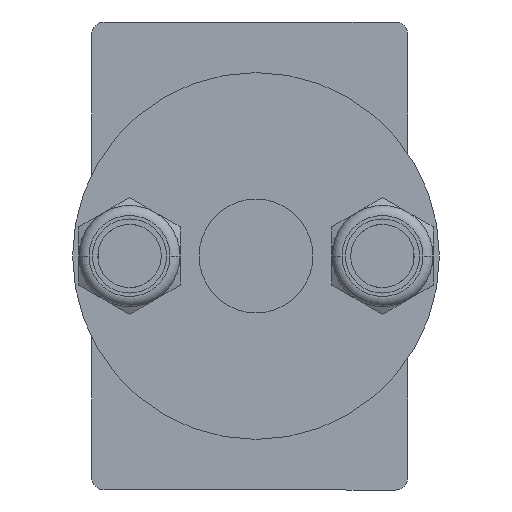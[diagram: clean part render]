
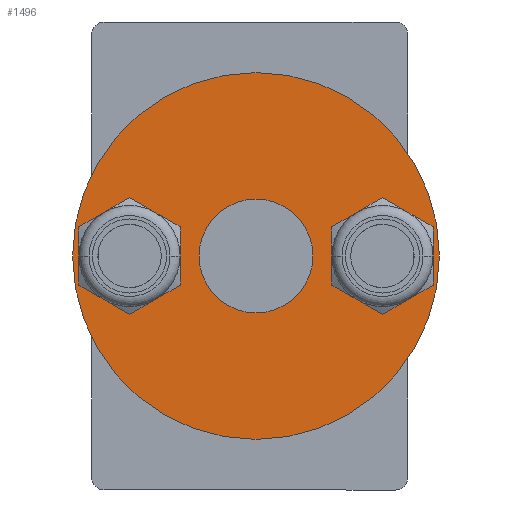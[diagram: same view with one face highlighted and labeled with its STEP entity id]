
A CAD part, front view. The second image highlights one B-rep face of the part: STEP entity #1496.
In plain terms, the highlighted planar face has unit normal (0, -1, 0).
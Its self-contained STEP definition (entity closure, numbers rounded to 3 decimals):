
#30 = DIRECTION ( 'NONE',  ( 0., 0., 1. ) ) ;
#72 = CIRCLE ( 'NONE', #2467, 4.5 ) ;
#147 = CARTESIAN_POINT ( 'NONE',  ( 0., 0., 4.5 ) ) ;
#333 = AXIS2_PLACEMENT_3D ( 'NONE', #3356, #4129, #1862 ) ;
#337 = PLANE ( 'NONE',  #333 ) ;
#351 = VERTEX_POINT ( 'NONE', #3327 ) ;
#497 = CARTESIAN_POINT ( 'NONE',  ( 10., 0., 0. ) ) ;
#518 = CARTESIAN_POINT ( 'NONE',  ( 0., 0., 0. ) ) ;
#530 = VERTEX_POINT ( 'NONE', #3105 ) ;
#535 = ORIENTED_EDGE ( 'NONE', *, *, #4410, .F. ) ;
#559 = CIRCLE ( 'NONE', #3389, 14.5 ) ;
#627 = EDGE_CURVE ( 'NONE', #706, #2041, #1136, .T. ) ;
#686 = VERTEX_POINT ( 'NONE', #3924 ) ;
#706 = VERTEX_POINT ( 'NONE', #1666 ) ;
#746 = EDGE_CURVE ( 'NONE', #530, #686, #1669, .T. ) ;
#768 = ORIENTED_EDGE ( 'NONE', *, *, #987, .F. ) ;
#813 = DIRECTION ( 'NONE',  ( 0., 1., 0. ) ) ;
#833 = ORIENTED_EDGE ( 'NONE', *, *, #3408, .T. ) ;
#848 = DIRECTION ( 'NONE',  ( 0., 1., 0. ) ) ;
#853 = VERTEX_POINT ( 'NONE', #3969 ) ;
#899 = DIRECTION ( 'NONE',  ( 0., 0., 1. ) ) ;
#919 = DIRECTION ( 'NONE',  ( 0., 0., 1. ) ) ;
#935 = EDGE_CURVE ( 'NONE', #853, #3009, #72, .T. ) ;
#962 = CARTESIAN_POINT ( 'NONE',  ( 0., 0., -14.5 ) ) ;
#987 = EDGE_CURVE ( 'NONE', #3653, #351, #1958, .T. ) ;
#1025 = DIRECTION ( 'NONE',  ( 0., 1., 0. ) ) ;
#1085 = AXIS2_PLACEMENT_3D ( 'NONE', #3107, #848, #3474 ) ;
#1136 = CIRCLE ( 'NONE', #1552, 2.75 ) ;
#1386 = CIRCLE ( 'NONE', #1085, 2.75 ) ;
#1400 = EDGE_LOOP ( 'NONE', ( #3673, #2937 ) ) ;
#1483 = CARTESIAN_POINT ( 'NONE',  ( 0., 0., 0. ) ) ;
#1493 = FACE_OUTER_BOUND ( 'NONE', #3535, .T. ) ;
#1496 = ADVANCED_FACE ( 'NONE', ( #1739, #1493, #4390, #3385 ), #337, .F. ) ;
#1552 = AXIS2_PLACEMENT_3D ( 'NONE', #497, #3157, #899 ) ;
#1633 = CARTESIAN_POINT ( 'NONE',  ( 0., 0., 0. ) ) ;
#1666 = CARTESIAN_POINT ( 'NONE',  ( 10., 0., -2.75 ) ) ;
#1669 = CIRCLE ( 'NONE', #2831, 2.75 ) ;
#1739 = FACE_BOUND ( 'NONE', #1400, .T. ) ;
#1741 = CARTESIAN_POINT ( 'NONE',  ( 10., 0., 2.75 ) ) ;
#1862 = DIRECTION ( 'NONE',  ( 0., 0., 1. ) ) ;
#1875 = DIRECTION ( 'NONE',  ( 0., 0., 1. ) ) ;
#1958 = CIRCLE ( 'NONE', #3239, 14.5 ) ;
#2012 = DIRECTION ( 'NONE',  ( 0., 0., 1. ) ) ;
#2041 = VERTEX_POINT ( 'NONE', #1741 ) ;
#2273 = DIRECTION ( 'NONE',  ( 0., 1., 0. ) ) ;
#2348 = ORIENTED_EDGE ( 'NONE', *, *, #935, .T. ) ;
#2415 = AXIS2_PLACEMENT_3D ( 'NONE', #3274, #1025, #3652 ) ;
#2467 = AXIS2_PLACEMENT_3D ( 'NONE', #1633, #4275, #2012 ) ;
#2831 = AXIS2_PLACEMENT_3D ( 'NONE', #3072, #813, #3444 ) ;
#2930 = EDGE_LOOP ( 'NONE', ( #3974, #833 ) ) ;
#2937 = ORIENTED_EDGE ( 'NONE', *, *, #4210, .T. ) ;
#3009 = VERTEX_POINT ( 'NONE', #147 ) ;
#3072 = CARTESIAN_POINT ( 'NONE',  ( -10., 0., 0. ) ) ;
#3105 = CARTESIAN_POINT ( 'NONE',  ( -10., 0., -2.75 ) ) ;
#3107 = CARTESIAN_POINT ( 'NONE',  ( -10., 0., 0. ) ) ;
#3157 = DIRECTION ( 'NONE',  ( 0., 1., 0. ) ) ;
#3169 = DIRECTION ( 'NONE',  ( 0., 1., 0. ) ) ;
#3239 = AXIS2_PLACEMENT_3D ( 'NONE', #518, #3169, #919 ) ;
#3274 = CARTESIAN_POINT ( 'NONE',  ( 10., 0., 0. ) ) ;
#3300 = EDGE_LOOP ( 'NONE', ( #2348, #4478 ) ) ;
#3327 = CARTESIAN_POINT ( 'NONE',  ( 0., 0., 14.5 ) ) ;
#3356 = CARTESIAN_POINT ( 'NONE',  ( 0., 0., 0. ) ) ;
#3385 = FACE_BOUND ( 'NONE', #2930, .T. ) ;
#3389 = AXIS2_PLACEMENT_3D ( 'NONE', #1483, #4138, #1875 ) ;
#3408 = EDGE_CURVE ( 'NONE', #686, #530, #1386, .T. ) ;
#3444 = DIRECTION ( 'NONE',  ( 0., 0., -1. ) ) ;
#3474 = DIRECTION ( 'NONE',  ( 0., 0., -1. ) ) ;
#3535 = EDGE_LOOP ( 'NONE', ( #768, #535 ) ) ;
#3652 = DIRECTION ( 'NONE',  ( 0., 0., 1. ) ) ;
#3653 = VERTEX_POINT ( 'NONE', #962 ) ;
#3673 = ORIENTED_EDGE ( 'NONE', *, *, #627, .T. ) ;
#3924 = CARTESIAN_POINT ( 'NONE',  ( -10., 0., 2.75 ) ) ;
#3956 = CIRCLE ( 'NONE', #2415, 2.75 ) ;
#3969 = CARTESIAN_POINT ( 'NONE',  ( 0., 0., -4.5 ) ) ;
#3974 = ORIENTED_EDGE ( 'NONE', *, *, #746, .T. ) ;
#4129 = DIRECTION ( 'NONE',  ( 0., 1., 0. ) ) ;
#4138 = DIRECTION ( 'NONE',  ( 0., 1., 0. ) ) ;
#4210 = EDGE_CURVE ( 'NONE', #2041, #706, #3956, .T. ) ;
#4275 = DIRECTION ( 'NONE',  ( 0., 1., 0. ) ) ;
#4347 = CIRCLE ( 'NONE', #4399, 4.5 ) ;
#4390 = FACE_BOUND ( 'NONE', #3300, .T. ) ;
#4399 = AXIS2_PLACEMENT_3D ( 'NONE', #4540, #2273, #30 ) ;
#4410 = EDGE_CURVE ( 'NONE', #351, #3653, #559, .T. ) ;
#4478 = ORIENTED_EDGE ( 'NONE', *, *, #4506, .T. ) ;
#4506 = EDGE_CURVE ( 'NONE', #3009, #853, #4347, .T. ) ;
#4540 = CARTESIAN_POINT ( 'NONE',  ( 0., 0., 0. ) ) ;
